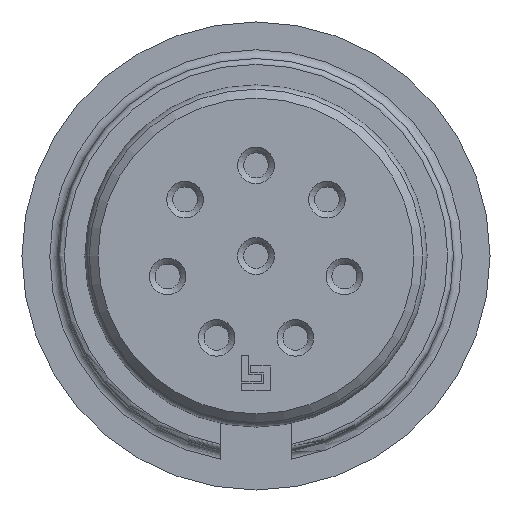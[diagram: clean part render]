
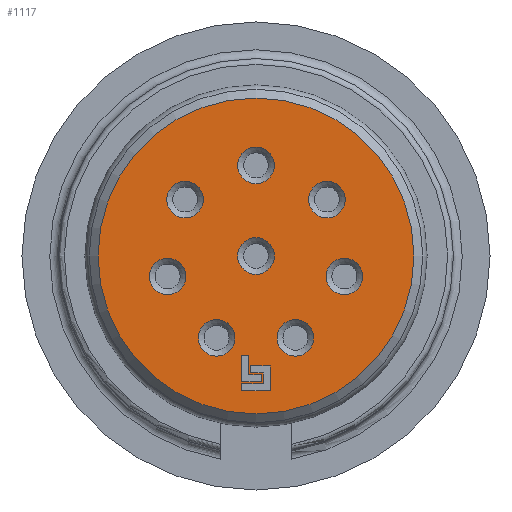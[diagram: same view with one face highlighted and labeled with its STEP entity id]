
A CAD part, left-side view. The second image highlights one B-rep face of the part: STEP entity #1117.
In plain terms, the highlighted planar face has unit normal (-1, 0, 0).
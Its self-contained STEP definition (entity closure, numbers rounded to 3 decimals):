
#433=PLANE('',#3704);
#699=LINE('',#6731,#888);
#701=LINE('',#6735,#890);
#703=LINE('',#6739,#892);
#705=LINE('',#6743,#894);
#707=LINE('',#6747,#896);
#709=LINE('',#6751,#898);
#711=LINE('',#6755,#900);
#712=LINE('',#6757,#901);
#713=LINE('',#6759,#902);
#716=LINE('',#6765,#905);
#718=LINE('',#6769,#907);
#720=LINE('',#6773,#909);
#722=LINE('',#6777,#911);
#724=LINE('',#6781,#913);
#888=VECTOR('',#4350,1.);
#890=VECTOR('',#4354,1.);
#892=VECTOR('',#4358,1.);
#894=VECTOR('',#4362,1.);
#896=VECTOR('',#4366,1.);
#898=VECTOR('',#4370,1.);
#900=VECTOR('',#4374,1.);
#901=VECTOR('',#4377,1.);
#902=VECTOR('',#4380,1.);
#905=VECTOR('',#4385,1.);
#907=VECTOR('',#4389,1.);
#909=VECTOR('',#4393,1.);
#911=VECTOR('',#4397,1.);
#913=VECTOR('',#4401,1.);
#1117=ADVANCED_FACE('',(#1339,#1340,#1341,#1342,#1343,#1344,#1345,#1346,
#1347,#1348,#1349),#433,.T.);
#1339=FACE_BOUND('',#1638,.T.);
#1340=FACE_BOUND('',#1639,.T.);
#1341=FACE_BOUND('',#1640,.T.);
#1342=FACE_BOUND('',#1641,.T.);
#1343=FACE_BOUND('',#1642,.T.);
#1344=FACE_BOUND('',#1643,.T.);
#1345=FACE_BOUND('',#1644,.T.);
#1346=FACE_BOUND('',#1645,.T.);
#1347=FACE_BOUND('',#1646,.T.);
#1348=FACE_BOUND('',#1647,.T.);
#1349=FACE_BOUND('',#1648,.T.);
#1638=EDGE_LOOP('',(#2412));
#1639=EDGE_LOOP('',(#2413));
#1640=EDGE_LOOP('',(#2414));
#1641=EDGE_LOOP('',(#2415));
#1642=EDGE_LOOP('',(#2416));
#1643=EDGE_LOOP('',(#2417));
#1644=EDGE_LOOP('',(#2418));
#1645=EDGE_LOOP('',(#2419));
#1646=EDGE_LOOP('',(#2420));
#1647=EDGE_LOOP('',(#2421,#2422,#2423,#2424,#2425,#2426));
#1648=EDGE_LOOP('',(#2427,#2428,#2429,#2430,#2431,#2432,#2433,#2434));
#2412=ORIENTED_EDGE('',*,*,#3259,.T.);
#2413=ORIENTED_EDGE('',*,*,#3258,.T.);
#2414=ORIENTED_EDGE('',*,*,#3257,.T.);
#2415=ORIENTED_EDGE('',*,*,#3256,.T.);
#2416=ORIENTED_EDGE('',*,*,#3255,.T.);
#2417=ORIENTED_EDGE('',*,*,#3254,.T.);
#2418=ORIENTED_EDGE('',*,*,#3253,.T.);
#2419=ORIENTED_EDGE('',*,*,#3252,.T.);
#2420=ORIENTED_EDGE('',*,*,#3251,.T.);
#2421=ORIENTED_EDGE('',*,*,#3250,.F.);
#2422=ORIENTED_EDGE('',*,*,#3248,.F.);
#2423=ORIENTED_EDGE('',*,*,#3246,.F.);
#2424=ORIENTED_EDGE('',*,*,#3244,.F.);
#2425=ORIENTED_EDGE('',*,*,#3242,.F.);
#2426=ORIENTED_EDGE('',*,*,#3239,.F.);
#2427=ORIENTED_EDGE('',*,*,#3238,.T.);
#2428=ORIENTED_EDGE('',*,*,#3237,.T.);
#2429=ORIENTED_EDGE('',*,*,#3235,.T.);
#2430=ORIENTED_EDGE('',*,*,#3233,.T.);
#2431=ORIENTED_EDGE('',*,*,#3231,.T.);
#2432=ORIENTED_EDGE('',*,*,#3229,.T.);
#2433=ORIENTED_EDGE('',*,*,#3227,.T.);
#2434=ORIENTED_EDGE('',*,*,#3225,.T.);
#2821=VERTEX_POINT('',#6728);
#2822=VERTEX_POINT('',#6730);
#2823=VERTEX_POINT('',#6734);
#2824=VERTEX_POINT('',#6738);
#2825=VERTEX_POINT('',#6742);
#2826=VERTEX_POINT('',#6746);
#2827=VERTEX_POINT('',#6750);
#2828=VERTEX_POINT('',#6754);
#2829=VERTEX_POINT('',#6760);
#2830=VERTEX_POINT('',#6761);
#2831=VERTEX_POINT('',#6766);
#2832=VERTEX_POINT('',#6770);
#2833=VERTEX_POINT('',#6774);
#2834=VERTEX_POINT('',#6778);
#2835=VERTEX_POINT('',#6784);
#2836=VERTEX_POINT('',#6787);
#2837=VERTEX_POINT('',#6790);
#2838=VERTEX_POINT('',#6793);
#2839=VERTEX_POINT('',#6796);
#2840=VERTEX_POINT('',#6799);
#2841=VERTEX_POINT('',#6802);
#2842=VERTEX_POINT('',#6805);
#2843=VERTEX_POINT('',#6808);
#3225=EDGE_CURVE('',#2821,#2822,#699,.T.);
#3227=EDGE_CURVE('',#2823,#2821,#701,.T.);
#3229=EDGE_CURVE('',#2824,#2823,#703,.T.);
#3231=EDGE_CURVE('',#2825,#2824,#705,.T.);
#3233=EDGE_CURVE('',#2826,#2825,#707,.T.);
#3235=EDGE_CURVE('',#2827,#2826,#709,.T.);
#3237=EDGE_CURVE('',#2828,#2827,#711,.T.);
#3238=EDGE_CURVE('',#2822,#2828,#712,.T.);
#3239=EDGE_CURVE('',#2829,#2830,#713,.T.);
#3242=EDGE_CURVE('',#2830,#2831,#716,.T.);
#3244=EDGE_CURVE('',#2831,#2832,#718,.T.);
#3246=EDGE_CURVE('',#2832,#2833,#720,.T.);
#3248=EDGE_CURVE('',#2833,#2834,#722,.T.);
#3250=EDGE_CURVE('',#2834,#2829,#724,.T.);
#3251=EDGE_CURVE('',#2835,#2835,#3418,.T.);
#3252=EDGE_CURVE('',#2836,#2836,#3419,.T.);
#3253=EDGE_CURVE('',#2837,#2837,#3420,.T.);
#3254=EDGE_CURVE('',#2838,#2838,#3421,.T.);
#3255=EDGE_CURVE('',#2839,#2839,#3422,.T.);
#3256=EDGE_CURVE('',#2840,#2840,#3423,.T.);
#3257=EDGE_CURVE('',#2841,#2841,#3424,.T.);
#3258=EDGE_CURVE('',#2842,#2842,#3425,.T.);
#3259=EDGE_CURVE('',#2843,#2843,#3426,.T.);
#3418=CIRCLE('',#3687,0.625);
#3419=CIRCLE('',#3689,0.625);
#3420=CIRCLE('',#3691,0.625);
#3421=CIRCLE('',#3693,0.625);
#3422=CIRCLE('',#3695,0.625);
#3423=CIRCLE('',#3697,0.625);
#3424=CIRCLE('',#3699,0.625);
#3425=CIRCLE('',#3701,0.625);
#3426=CIRCLE('',#3703,5.4);
#3687=AXIS2_PLACEMENT_3D('',#6783,#4404,#4405);
#3689=AXIS2_PLACEMENT_3D('',#6786,#4408,#4409);
#3691=AXIS2_PLACEMENT_3D('',#6789,#4412,#4413);
#3693=AXIS2_PLACEMENT_3D('',#6792,#4416,#4417);
#3695=AXIS2_PLACEMENT_3D('',#6795,#4420,#4421);
#3697=AXIS2_PLACEMENT_3D('',#6798,#4424,#4425);
#3699=AXIS2_PLACEMENT_3D('',#6801,#4428,#4429);
#3701=AXIS2_PLACEMENT_3D('',#6804,#4432,#4433);
#3703=AXIS2_PLACEMENT_3D('',#6807,#4436,#4437);
#3704=AXIS2_PLACEMENT_3D('',#6809,#4438,#4439);
#4350=DIRECTION('',(0.,0.,1.));
#4354=DIRECTION('',(0.,1.,0.));
#4358=DIRECTION('',(0.,0.,1.));
#4362=DIRECTION('',(0.,-1.,0.));
#4366=DIRECTION('',(0.,0.,1.));
#4370=DIRECTION('',(0.,1.,0.));
#4374=DIRECTION('',(0.,0.,-1.));
#4377=DIRECTION('',(0.,-1.,0.));
#4380=DIRECTION('',(0.,-1.,0.));
#4385=DIRECTION('',(0.,0.,1.));
#4389=DIRECTION('',(0.,1.,0.));
#4393=DIRECTION('',(0.,0.,1.));
#4397=DIRECTION('',(0.,1.,0.));
#4401=DIRECTION('',(0.,0.,-1.));
#4404=DIRECTION('',(1.,0.,0.));
#4405=DIRECTION('',(0.,0.,1.));
#4408=DIRECTION('',(1.,0.,0.));
#4409=DIRECTION('',(0.,0.,1.));
#4412=DIRECTION('',(1.,0.,0.));
#4413=DIRECTION('',(0.,0.,1.));
#4416=DIRECTION('',(1.,0.,0.));
#4417=DIRECTION('',(0.,0.,1.));
#4420=DIRECTION('',(1.,0.,0.));
#4421=DIRECTION('',(0.,0.,1.));
#4424=DIRECTION('',(1.,0.,0.));
#4425=DIRECTION('',(0.,0.,1.));
#4428=DIRECTION('',(1.,0.,0.));
#4429=DIRECTION('',(0.,0.,1.));
#4432=DIRECTION('',(1.,0.,0.));
#4433=DIRECTION('',(0.,0.,1.));
#4436=DIRECTION('',(-1.,0.,0.));
#4437=DIRECTION('',(0.,0.,1.));
#4438=DIRECTION('',(-1.,0.,0.));
#4439=DIRECTION('',(0.,0.,1.));
#6728=CARTESIAN_POINT('',(0.,0.19,-4.));
#6730=CARTESIAN_POINT('',(0.,0.19,-3.76));
#6731=CARTESIAN_POINT('',(0.,0.19,0.));
#6734=CARTESIAN_POINT('',(0.,-0.25,-4.));
#6735=CARTESIAN_POINT('',(0.,0.,-4.));
#6738=CARTESIAN_POINT('',(0.,-0.25,-4.36));
#6739=CARTESIAN_POINT('',(0.,-0.25,0.));
#6742=CARTESIAN_POINT('',(0.,0.49,-4.36));
#6743=CARTESIAN_POINT('',(0.,0.,-4.36));
#6746=CARTESIAN_POINT('',(0.,0.49,-4.6));
#6747=CARTESIAN_POINT('',(0.,0.49,0.));
#6750=CARTESIAN_POINT('',(0.,-0.49,-4.6));
#6751=CARTESIAN_POINT('',(0.,0.,-4.6));
#6754=CARTESIAN_POINT('',(0.,-0.49,-3.76));
#6755=CARTESIAN_POINT('',(0.,-0.49,0.));
#6757=CARTESIAN_POINT('',(0.,0.,-3.76));
#6759=CARTESIAN_POINT('',(0.,0.,-4.3));
#6760=CARTESIAN_POINT('',(0.,0.49,-4.3));
#6761=CARTESIAN_POINT('',(0.,-0.19,-4.3));
#6765=CARTESIAN_POINT('',(0.,-0.19,0.));
#6766=CARTESIAN_POINT('',(0.,-0.19,-4.06));
#6769=CARTESIAN_POINT('',(0.,0.,-4.06));
#6770=CARTESIAN_POINT('',(0.,0.25,-4.06));
#6773=CARTESIAN_POINT('',(0.,0.25,0.));
#6774=CARTESIAN_POINT('',(0.,0.25,-3.4));
#6777=CARTESIAN_POINT('',(0.,0.,-3.4));
#6778=CARTESIAN_POINT('',(0.,0.49,-3.4));
#6781=CARTESIAN_POINT('',(0.,0.49,0.));
#6783=CARTESIAN_POINT('',(0.,1.345,-2.8));
#6784=CARTESIAN_POINT('',(0.,1.345,-2.175));
#6786=CARTESIAN_POINT('',(0.,3.02,-0.7));
#6787=CARTESIAN_POINT('',(0.,3.02,-0.075));
#6789=CARTESIAN_POINT('',(0.,2.425,1.93));
#6790=CARTESIAN_POINT('',(0.,2.425,2.555));
#6792=CARTESIAN_POINT('',(0.,0.,0.));
#6793=CARTESIAN_POINT('',(0.,0.,0.625));
#6795=CARTESIAN_POINT('',(0.,0.,3.1));
#6796=CARTESIAN_POINT('',(0.,0.,3.725));
#6798=CARTESIAN_POINT('',(0.,-2.425,1.93));
#6799=CARTESIAN_POINT('',(0.,-2.425,2.555));
#6801=CARTESIAN_POINT('',(0.,-3.02,-0.7));
#6802=CARTESIAN_POINT('',(0.,-3.02,-0.075));
#6804=CARTESIAN_POINT('',(0.,-1.345,-2.8));
#6805=CARTESIAN_POINT('',(0.,-1.345,-2.175));
#6807=CARTESIAN_POINT('',(0.,0.,0.));
#6808=CARTESIAN_POINT('',(0.,0.,5.4));
#6809=CARTESIAN_POINT('',(0.,0.,0.));
